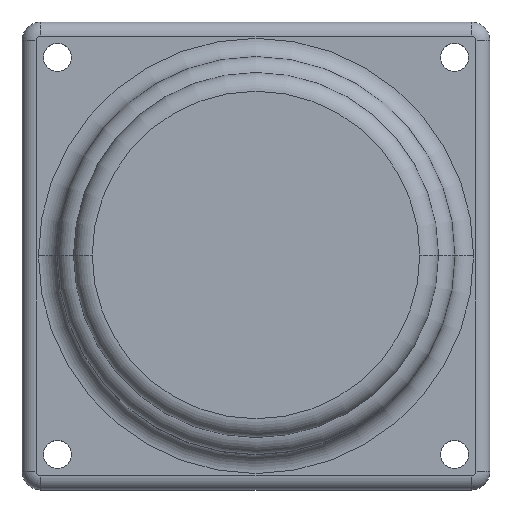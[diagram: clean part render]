
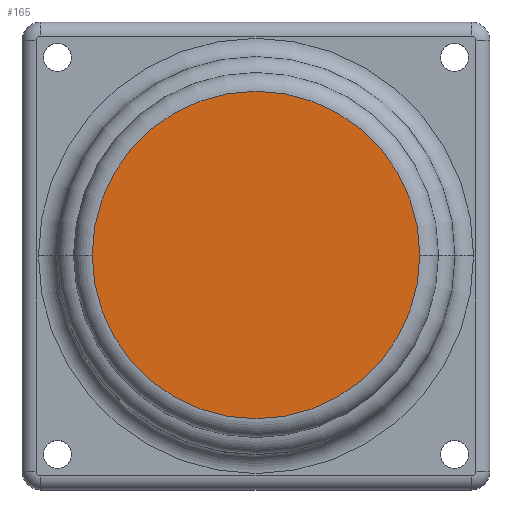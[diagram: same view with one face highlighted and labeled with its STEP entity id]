
A CAD part, top view. The second image highlights one B-rep face of the part: STEP entity #165.
In plain terms, the highlighted planar face has unit normal (0, 0, 1).
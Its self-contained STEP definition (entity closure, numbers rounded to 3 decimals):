
#40 = ORIENTED_EDGE ( 'NONE', *, *, #111, .T. ) ;
#111 = EDGE_CURVE ( 'NONE', #294, #517, #646, .T. ) ;
#126 = DIRECTION ( 'NONE',  ( 0., 0., 1. ) ) ;
#165 = ADVANCED_FACE ( 'NONE', ( #1313 ), #466, .T. ) ;
#166 = AXIS2_PLACEMENT_3D ( 'NONE', #665, #655, #687 ) ;
#192 = EDGE_CURVE ( 'NONE', #517, #294, #231, .T. ) ;
#215 = EDGE_LOOP ( 'NONE', ( #1003, #40 ) ) ;
#231 = CIRCLE ( 'NONE', #1176, 35. ) ;
#294 = VERTEX_POINT ( 'NONE', #593 ) ;
#355 = DIRECTION ( 'NONE',  ( 0., 0., 1. ) ) ;
#443 = DIRECTION ( 'NONE',  ( 1., 0., 0. ) ) ;
#466 = PLANE ( 'NONE',  #1240 ) ;
#517 = VERTEX_POINT ( 'NONE', #990 ) ;
#593 = CARTESIAN_POINT ( 'NONE',  ( -35., 0., 125. ) ) ;
#646 = CIRCLE ( 'NONE', #166, 35. ) ;
#655 = DIRECTION ( 'NONE',  ( 0., 0., 1. ) ) ;
#665 = CARTESIAN_POINT ( 'NONE',  ( 0., 0., 125. ) ) ;
#687 = DIRECTION ( 'NONE',  ( 1., 0., 0. ) ) ;
#868 = DIRECTION ( 'NONE',  ( 1., 0., 0. ) ) ;
#876 = CARTESIAN_POINT ( 'NONE',  ( 0., 0., 125. ) ) ;
#968 = CARTESIAN_POINT ( 'NONE',  ( 0., 0., 125. ) ) ;
#990 = CARTESIAN_POINT ( 'NONE',  ( 35., 0., 125. ) ) ;
#1003 = ORIENTED_EDGE ( 'NONE', *, *, #192, .T. ) ;
#1176 = AXIS2_PLACEMENT_3D ( 'NONE', #968, #355, #868 ) ;
#1240 = AXIS2_PLACEMENT_3D ( 'NONE', #876, #126, #443 ) ;
#1313 = FACE_OUTER_BOUND ( 'NONE', #215, .T. ) ;
